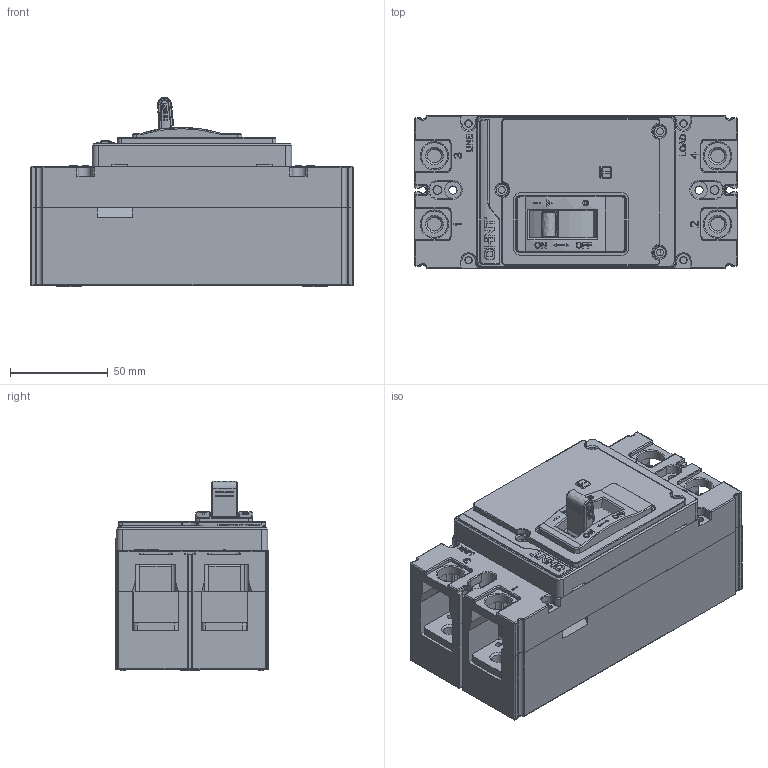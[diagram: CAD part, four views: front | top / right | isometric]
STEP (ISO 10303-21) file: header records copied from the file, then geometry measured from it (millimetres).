
FILE_DESCRIPTION(/* description */ (''),/* implementation_level */ '2;1');
FILE_NAME(/* name */ 'NXM-320S-2P.stp',/* time_stamp */ '2017-04-14T13:22:18+08:00',/* author */ (''),/* organization */ (''),/* preprocessor_version */ 'ST-DEVELOPER v11',/* originating_system */ 'SIEMENS PLM Software NX 7.5',/* authorisation */ '');
FILE_SCHEMA (('CONFIG_CONTROL_DESIGN'));
Products named in the file (1): NXM-320S-2P
Bounding box: 165 x 78 x 96.96 mm (x, y, z)
Volume: 703005.2 mm3; surface area: 193082.1 mm2
Topology: 9 solids, 13 shells, 2966 faces, 8060 edges, 5131 vertices
Faces by surface type: plane 1717, cylinder 738, extrusion 187, sphere 113, torus 89, bspline 63, cone 59
Full cylindrical faces by diameter (mm): 1.8 x1, 3 x8, 3.5 x10, 3.8 x4, 4 x15, 4.2 x2, 4.3 x4, 4.5 x2, 4.91 x8, 5 x4, 5.5 x2, 5.8 x3, 6.41 x4, 6.5 x3, 7 x12, 7.5 x4, 8 x1, 8.5 x4, 10 x4, 13 x8, 13.5 x4
Entity records: 125842 total; most frequent: CARTESIAN_POINT 53468, ORIENTED_EDGE 15422, DIRECTION 14021, EDGE_CURVE 7711, VECTOR 5065, VERTEX_POINT 5036, LINE 4878, AXIS2_PLACEMENT_3D 4478
